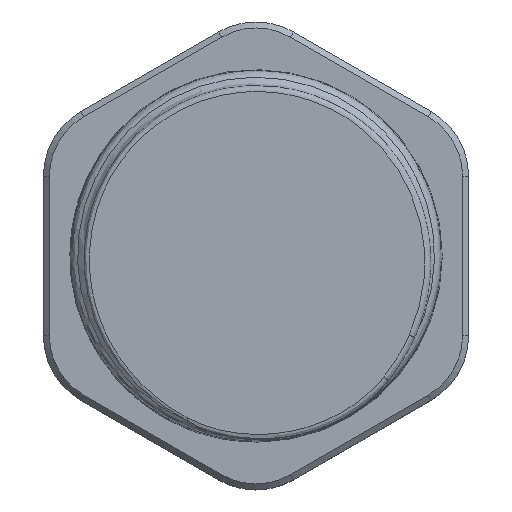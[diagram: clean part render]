
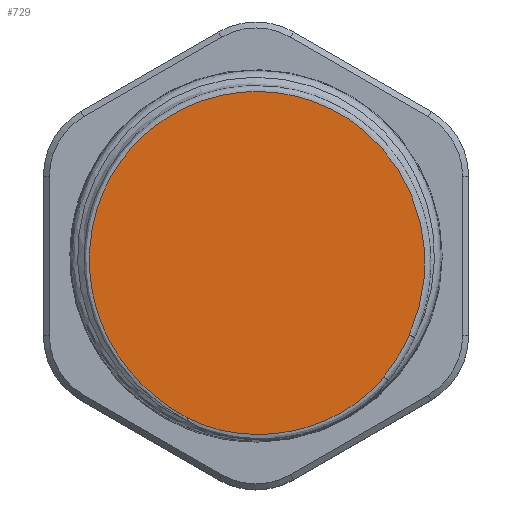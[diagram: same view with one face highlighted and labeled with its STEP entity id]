
A CAD part, top view. The second image highlights one B-rep face of the part: STEP entity #729.
In plain terms, the highlighted planar face has unit normal (0, 0, 1).
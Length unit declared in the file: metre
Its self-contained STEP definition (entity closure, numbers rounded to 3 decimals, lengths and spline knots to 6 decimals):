
#40=B_SPLINE_CURVE_WITH_KNOTS('',3,(#1227,#1228,#1229,#1230),
 .UNSPECIFIED.,.F.,.F.,(4,4),(0.,0.003301),.UNSPECIFIED.);
#41=B_SPLINE_CURVE_WITH_KNOTS('',3,(#1233,#1234,#1235,#1236,#1237,#1238,
#1239,#1240,#1241,#1242,#1243,#1244,#1245,#1246,#1247),.UNSPECIFIED.,.F.,
 .F.,(4,1,1,1,1,1,1,1,1,1,1,1,4),(0.,0.006734,0.013467,
0.016834,0.020201,0.023568,0.026935,
0.033668,0.037035,0.040402,0.047136,
0.050503,0.053869),.UNSPECIFIED.);
#42=B_SPLINE_CURVE_WITH_KNOTS('',3,(#1249,#1250,#1251,#1252,#1253,#1254,
#1255),.UNSPECIFIED.,.F.,.F.,(4,1,1,1,4),(0.,0.003634,0.007269,
0.010903,0.014538),.UNSPECIFIED.);
#167=ORIENTED_EDGE('',*,*,#368,.T.);
#168=ORIENTED_EDGE('',*,*,#369,.T.);
#169=ORIENTED_EDGE('',*,*,#370,.T.);
#368=EDGE_CURVE('',#463,#464,#40,.T.);
#369=EDGE_CURVE('',#464,#465,#41,.T.);
#370=EDGE_CURVE('',#465,#463,#42,.T.);
#463=VERTEX_POINT('',#1231);
#464=VERTEX_POINT('',#1232);
#465=VERTEX_POINT('',#1248);
#607=EDGE_LOOP('',(#167,#168,#169));
#658=FACE_BOUND('',#607,.T.);
#700=PLANE('',#818);
#729=ADVANCED_FACE('',(#658),#700,.T.);
#818=AXIS2_PLACEMENT_3D('',#1226,#973,#974);
#973=DIRECTION('',(0.,0.,1.));
#974=DIRECTION('',(0.,-1.,0.));
#1226=CARTESIAN_POINT('',(0.,0.,0.014));
#1227=CARTESIAN_POINT('',(0.008559,-0.008134,0.014));
#1228=CARTESIAN_POINT('',(0.009237,-0.007266,0.014));
#1229=CARTESIAN_POINT('',(0.009822,-0.006325,0.014));
#1230=CARTESIAN_POINT('',(0.010269,-0.005319,0.014));
#1231=CARTESIAN_POINT('',(0.008559,-0.008134,0.014));
#1232=CARTESIAN_POINT('',(0.010269,-0.005319,0.014));
#1233=CARTESIAN_POINT('',(0.010269,-0.005319,0.014));
#1234=CARTESIAN_POINT('',(0.011185,-0.003259,0.014));
#1235=CARTESIAN_POINT('',(0.011859,0.001342,0.014));
#1236=CARTESIAN_POINT('',(0.009411,0.006631,0.014));
#1237=CARTESIAN_POINT('',(0.005944,0.009517,0.014));
#1238=CARTESIAN_POINT('',(0.002783,0.010838,0.014));
#1239=CARTESIAN_POINT('',(-0.000583,0.011154,0.014));
#1240=CARTESIAN_POINT('',(-0.005009,0.010242,0.014));
#1241=CARTESIAN_POINT('',(-0.008713,0.007399,0.014));
#1242=CARTESIAN_POINT('',(-0.010753,0.003369,0.014));
#1243=CARTESIAN_POINT('',(-0.011535,-0.001115,0.014));
#1244=CARTESIAN_POINT('',(-0.010309,-0.005577,0.014));
#1245=CARTESIAN_POINT('',(-0.007402,-0.009071,0.014));
#1246=CARTESIAN_POINT('',(-0.005545,-0.010363,0.014));
#1247=CARTESIAN_POINT('',(-0.004552,-0.010895,0.014));
#1248=CARTESIAN_POINT('',(-0.004552,-0.010895,0.014));
#1249=CARTESIAN_POINT('',(-0.004552,-0.010895,0.014));
#1250=CARTESIAN_POINT('',(-0.003483,-0.011468,0.014));
#1251=CARTESIAN_POINT('',(-0.00111,-0.0121,0.014));
#1252=CARTESIAN_POINT('',(0.002518,-0.011933,0.014));
#1253=CARTESIAN_POINT('',(0.005914,-0.010615,0.014));
#1254=CARTESIAN_POINT('',(0.007812,-0.009091,0.014));
#1255=CARTESIAN_POINT('',(0.008559,-0.008134,0.014));
